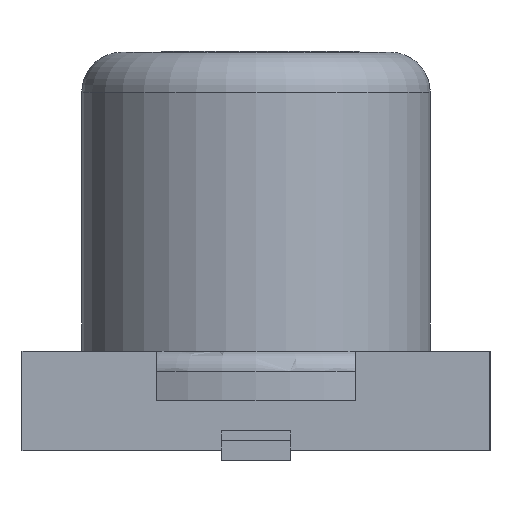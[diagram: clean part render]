
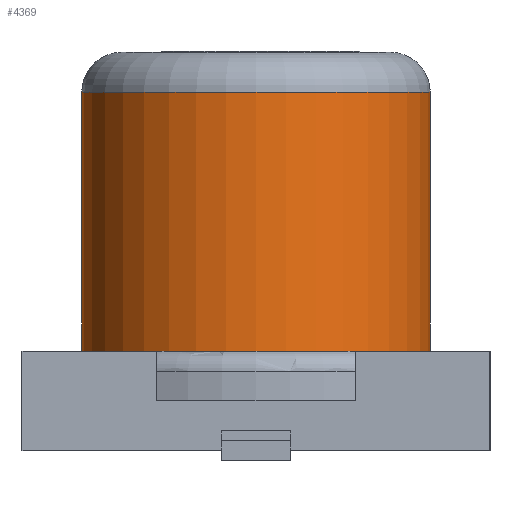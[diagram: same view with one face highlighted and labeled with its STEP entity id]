
A CAD part, left-side view. The second image highlights one B-rep face of the part: STEP entity #4369.
In plain terms, the highlighted cylindrical face has radius 1.75 mm (diameter 3.5 mm), a partial arc.
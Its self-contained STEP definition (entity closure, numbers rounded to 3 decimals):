
#37 = VERTEX_POINT ( 'NONE', #7322 ) ;
#138 = VECTOR ( 'NONE', #8737, 1000. ) ;
#175 = FACE_OUTER_BOUND ( 'NONE', #6014, .T. ) ;
#180 = EDGE_CURVE ( 'NONE', #6118, #37, #698, .T. ) ;
#391 = ORIENTED_EDGE ( 'NONE', *, *, #8367, .T. ) ;
#603 = VERTEX_POINT ( 'NONE', #2959 ) ;
#698 = CIRCLE ( 'NONE', #1894, 1.75 ) ;
#847 = DIRECTION ( 'NONE',  ( 1., 0., 0. ) ) ;
#850 = CARTESIAN_POINT ( 'NONE',  ( -3.25, 1.75, 1. ) ) ;
#1080 = ORIENTED_EDGE ( 'NONE', *, *, #4339, .T. ) ;
#1855 = AXIS2_PLACEMENT_3D ( 'NONE', #5208, #8097, #7337 ) ;
#1864 = DIRECTION ( 'NONE',  ( 0., 0., 1. ) ) ;
#1884 = CARTESIAN_POINT ( 'NONE',  ( -3.25, -1.75, 3.6 ) ) ;
#1894 = AXIS2_PLACEMENT_3D ( 'NONE', #4562, #6737, #847 ) ;
#2429 = VERTEX_POINT ( 'NONE', #1884 ) ;
#2959 = CARTESIAN_POINT ( 'NONE',  ( -3.25, 1.75, 3.6 ) ) ;
#3757 = CYLINDRICAL_SURFACE ( 'NONE', #1855, 1.75 ) ;
#3966 = CIRCLE ( 'NONE', #7568, 1.75 ) ;
#4290 = ORIENTED_EDGE ( 'NONE', *, *, #180, .T. ) ;
#4339 = EDGE_CURVE ( 'NONE', #2429, #603, #3966, .T. ) ;
#4369 = ADVANCED_FACE ( 'NONE', ( #175 ), #3757, .T. ) ;
#4562 = CARTESIAN_POINT ( 'NONE',  ( -3.25, 0., 1. ) ) ;
#5040 = LINE ( 'NONE', #850, #138 ) ;
#5208 = CARTESIAN_POINT ( 'NONE',  ( -3.25, 0., 1. ) ) ;
#5439 = EDGE_CURVE ( 'NONE', #6118, #603, #5040, .T. ) ;
#5556 = CARTESIAN_POINT ( 'NONE',  ( -3.25, 0., 3.6 ) ) ;
#5718 = CARTESIAN_POINT ( 'NONE',  ( -3.25, 1.75, 1. ) ) ;
#5885 = ORIENTED_EDGE ( 'NONE', *, *, #5439, .F. ) ;
#6014 = EDGE_LOOP ( 'NONE', ( #4290, #391, #1080, #5885 ) ) ;
#6118 = VERTEX_POINT ( 'NONE', #5718 ) ;
#6344 = LINE ( 'NONE', #9193, #8304 ) ;
#6737 = DIRECTION ( 'NONE',  ( 0., 0., 1. ) ) ;
#6973 = DIRECTION ( 'NONE',  ( 0., 0., -1. ) ) ;
#7322 = CARTESIAN_POINT ( 'NONE',  ( -3.25, -1.75, 1. ) ) ;
#7337 = DIRECTION ( 'NONE',  ( 1., 0., 0. ) ) ;
#7568 = AXIS2_PLACEMENT_3D ( 'NONE', #5556, #6973, #8534 ) ;
#8097 = DIRECTION ( 'NONE',  ( 0., 0., -1. ) ) ;
#8304 = VECTOR ( 'NONE', #1864, 1000. ) ;
#8367 = EDGE_CURVE ( 'NONE', #37, #2429, #6344, .T. ) ;
#8534 = DIRECTION ( 'NONE',  ( 0., -1., 0. ) ) ;
#8737 = DIRECTION ( 'NONE',  ( 0., 0., 1. ) ) ;
#9193 = CARTESIAN_POINT ( 'NONE',  ( -3.25, -1.75, 1. ) ) ;
